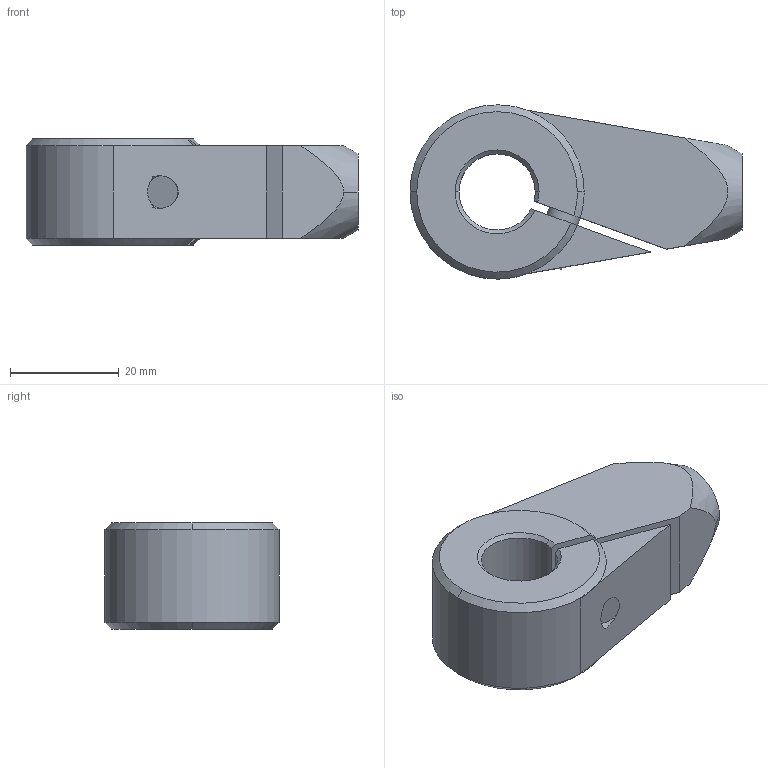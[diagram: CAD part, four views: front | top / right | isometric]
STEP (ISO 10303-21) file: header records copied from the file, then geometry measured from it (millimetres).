
FILE_DESCRIPTION( ( '' ), '1' );
FILE_NAME( 'K0376.1214.stp', '2012-11-01T14:55:07', ( '' ), ( '' ), ' ', ' ', ' ' );
FILE_SCHEMA( ( 'CONFIG_CONTROL_DESIGN' ) );
Length unit declared in the file: millimetre
Products named in the file (1): 1
Bounding box: 61 x 32 x 19.5 mm (x, y, z)
Volume: 20896.4 mm3; surface area: 8368.5 mm2
Topology: 1 solids, 1 shells, 65 faces, 155 edges, 96 vertices
Faces by surface type: plane 27, cone 20, cylinder 18
Entity records: 1903 total; most frequent: CARTESIAN_POINT 347, DIRECTION 335, ORIENTED_EDGE 306, EDGE_CURVE 153, AXIS2_PLACEMENT_3D 132, VERTEX_POINT 96, EDGE_LOOP 73, LINE 71
